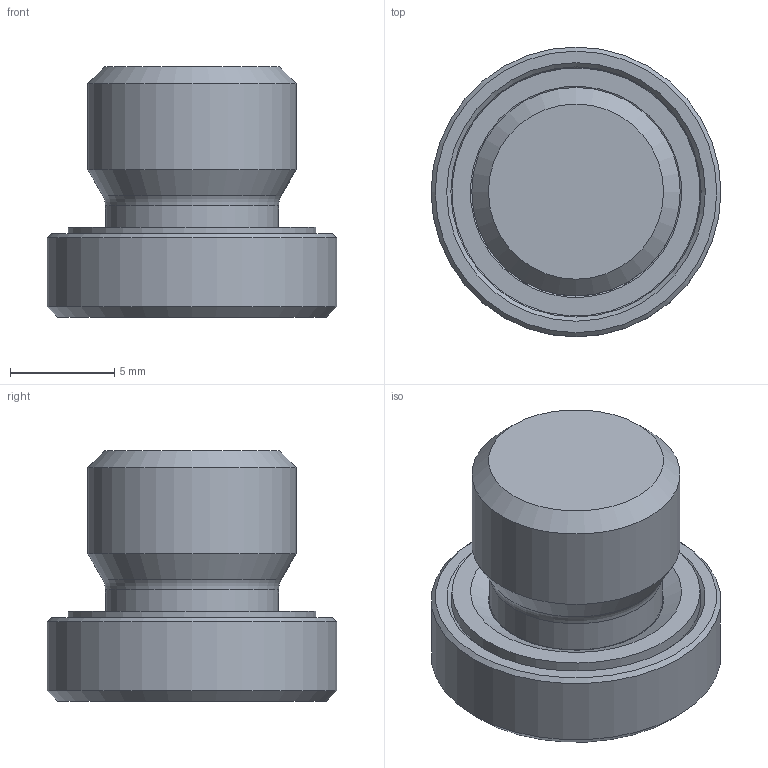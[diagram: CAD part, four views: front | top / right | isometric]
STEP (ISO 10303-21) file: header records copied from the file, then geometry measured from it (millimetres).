
FILE_DESCRIPTION(/* description */ (''),/* implementation_level */ '2;1');
FILE_NAME(/* name */ '7200210.stp',/* time_stamp */ '2020-02-25T07:41:03+01:00',/* author */ ('User'),/* organization */ (''),/* preprocessor_version */ 'ST-DEVELOPER v16.5',/* originating_system */ 'Autodesk Inventor 2017',/* authorisation */ '');
FILE_SCHEMA (('AUTOMOTIVE_DESIGN { 1 0 10303 214 3 1 1 }'));
Length unit declared in the file: millimetre
Products named in the file (3): 720 02 10; 720 02 105; 609101018
Assembly tree (2 placements, depth 2):
  720 02 10
    720 02 105
    609101018
Bounding box: 13.9 x 13.9 x 12 mm (x, y, z)
Volume: 958.5 mm3; surface area: 1061.1 mm2
Topology: 2 solids, 2 shells, 46 faces, 103 edges, 65 vertices
Faces by surface type: plane 20, cylinder 13, cone 8, torus 5
Full cylindrical faces by diameter (mm): 6.2 x1, 8.3 x1, 8.4 x1, 10 x1, 11.9 x1, 12 x1, 13.9 x1
Entity records: 1278 total; most frequent: CARTESIAN_POINT 217, DIRECTION 208, ORIENTED_EDGE 160, AXIS2_PLACEMENT_3D 89, EDGE_CURVE 80, EDGE_LOOP 72, VERTEX_POINT 62, STYLED_ITEM 48
